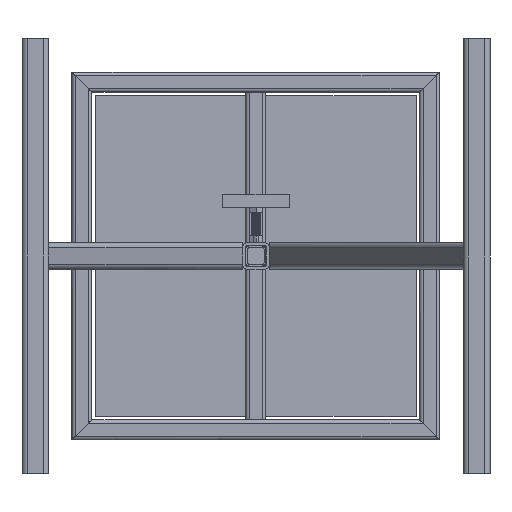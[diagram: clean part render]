
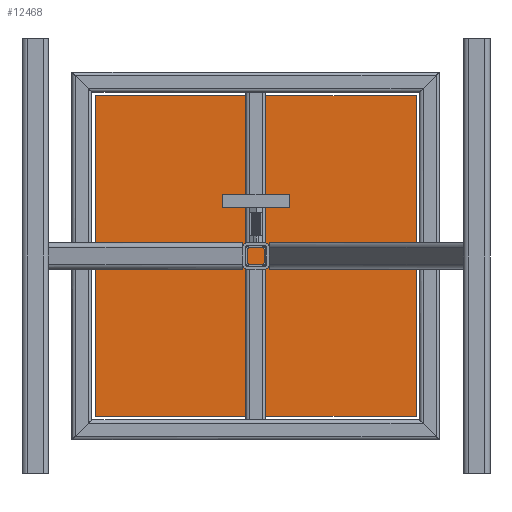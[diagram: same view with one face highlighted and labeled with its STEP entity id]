
A CAD part, front view. The second image highlights one B-rep face of the part: STEP entity #12468.
In plain terms, the highlighted planar face has unit normal (0, -1, 0).
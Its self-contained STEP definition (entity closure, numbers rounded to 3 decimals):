
#13 = VERTEX_POINT ( 'NONE', #2127 ) ;
#296 = EDGE_CURVE ( 'NONE', #7235, #13, #15955, .T. ) ;
#826 = ORIENTED_EDGE ( 'NONE', *, *, #6730, .F. ) ;
#1036 = FACE_OUTER_BOUND ( 'NONE', #8300, .T. ) ;
#1545 = DIRECTION ( 'NONE',  ( -1., 0., 0. ) ) ;
#1558 = AXIS2_PLACEMENT_3D ( 'NONE', #4854, #13704, #6130 ) ;
#2127 = CARTESIAN_POINT ( 'NONE',  ( 240., 122.172, -240. ) ) ;
#3168 = CARTESIAN_POINT ( 'NONE',  ( 240., 122.172, 240. ) ) ;
#3280 = LINE ( 'NONE', #6190, #12948 ) ;
#3694 = VERTEX_POINT ( 'NONE', #15574 ) ;
#4478 = ORIENTED_EDGE ( 'NONE', *, *, #6533, .F. ) ;
#4854 = CARTESIAN_POINT ( 'NONE',  ( 0., 122.172, 0. ) ) ;
#5304 = VECTOR ( 'NONE', #1545, 1000. ) ;
#5718 = LINE ( 'NONE', #10368, #5304 ) ;
#5826 = VECTOR ( 'NONE', #7310, 1000. ) ;
#6056 = CARTESIAN_POINT ( 'NONE',  ( -240., 122.172, -240. ) ) ;
#6130 = DIRECTION ( 'NONE',  ( 0., 0., 1. ) ) ;
#6190 = CARTESIAN_POINT ( 'NONE',  ( -240., 122.172, 240. ) ) ;
#6533 = EDGE_CURVE ( 'NONE', #7911, #7235, #3280, .T. ) ;
#6680 = CARTESIAN_POINT ( 'NONE',  ( 240., 122.172, 240. ) ) ;
#6730 = EDGE_CURVE ( 'NONE', #13, #3694, #5718, .T. ) ;
#7235 = VERTEX_POINT ( 'NONE', #6680 ) ;
#7310 = DIRECTION ( 'NONE',  ( 0., 0., 1. ) ) ;
#7439 = DIRECTION ( 'NONE',  ( 1., 0., 0. ) ) ;
#7911 = VERTEX_POINT ( 'NONE', #14088 ) ;
#8300 = EDGE_LOOP ( 'NONE', ( #10105, #826, #12139, #4478 ) ) ;
#9196 = VECTOR ( 'NONE', #13268, 1000. ) ;
#10105 = ORIENTED_EDGE ( 'NONE', *, *, #13463, .F. ) ;
#10368 = CARTESIAN_POINT ( 'NONE',  ( 240., 122.172, -240. ) ) ;
#12139 = ORIENTED_EDGE ( 'NONE', *, *, #296, .F. ) ;
#12468 = ADVANCED_FACE ( 'NONE', ( #1036 ), #13661, .F. ) ;
#12948 = VECTOR ( 'NONE', #7439, 1000. ) ;
#13268 = DIRECTION ( 'NONE',  ( 0., 0., -1. ) ) ;
#13463 = EDGE_CURVE ( 'NONE', #3694, #7911, #15918, .T. ) ;
#13661 = PLANE ( 'NONE',  #1558 ) ;
#13704 = DIRECTION ( 'NONE',  ( 0., 1., 0. ) ) ;
#14088 = CARTESIAN_POINT ( 'NONE',  ( -240., 122.172, 240. ) ) ;
#15574 = CARTESIAN_POINT ( 'NONE',  ( -240., 122.172, -240. ) ) ;
#15918 = LINE ( 'NONE', #6056, #5826 ) ;
#15955 = LINE ( 'NONE', #3168, #9196 ) ;
